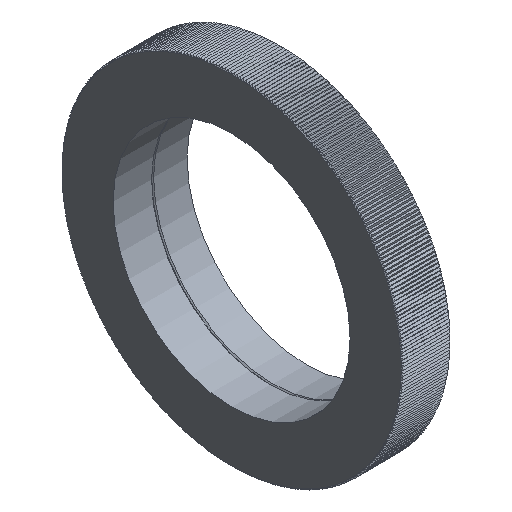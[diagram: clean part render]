
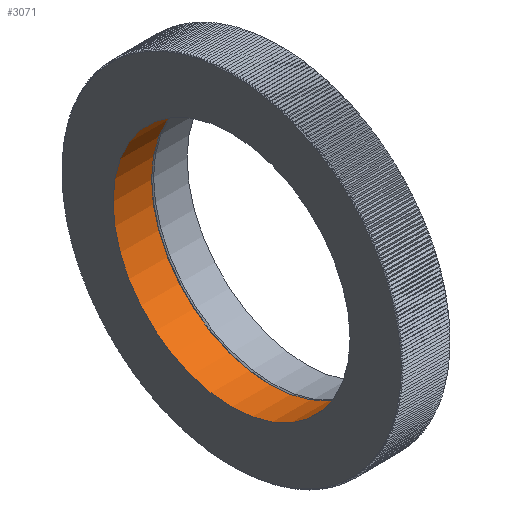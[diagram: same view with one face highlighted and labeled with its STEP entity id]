
A CAD part, isometric view. The second image highlights one B-rep face of the part: STEP entity #3071.
In plain terms, the highlighted cylindrical face has radius 20.625 mm (diameter 41.25 mm), a full revolution.
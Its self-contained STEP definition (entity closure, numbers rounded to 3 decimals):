
#837=FACE_BOUND('',#6725,.T.);
#838=FACE_BOUND('',#6726,.T.);
#866=CYLINDRICAL_SURFACE('',#21461,20.625);
#3071=ADVANCED_FACE('',(#837,#838),#866,.F.);
#6725=EDGE_LOOP('',(#11484));
#6726=EDGE_LOOP('',(#11485));
#11484=ORIENTED_EDGE('',*,*,#18477,.F.);
#11485=ORIENTED_EDGE('',*,*,#18476,.T.);
#16267=VERTEX_POINT('',#36190);
#16268=VERTEX_POINT('',#36193);
#18476=EDGE_CURVE('',#16267,#16267,#19966,.T.);
#18477=EDGE_CURVE('',#16268,#16268,#19967,.T.);
#19966=CIRCLE('',#21458,20.625);
#19967=CIRCLE('',#21460,20.625);
#21458=AXIS2_PLACEMENT_3D('',#36189,#25170,#25171);
#21460=AXIS2_PLACEMENT_3D('',#36192,#25174,#25175);
#21461=AXIS2_PLACEMENT_3D('',#36194,#25176,#25177);
#25170=DIRECTION('',(-1.,0.,0.));
#25171=DIRECTION('',(0.,-1.,0.));
#25174=DIRECTION('',(-1.,0.,0.));
#25175=DIRECTION('',(0.,-1.,0.));
#25176=DIRECTION('',(-1.,0.,0.));
#25177=DIRECTION('',(0.,-1.,0.));
#36189=CARTESIAN_POINT('',(0.,0.,0.));
#36190=CARTESIAN_POINT('',(0.,-20.625,0.));
#36192=CARTESIAN_POINT('',(6.7,0.,0.));
#36193=CARTESIAN_POINT('',(6.7,-20.625,0.));
#36194=CARTESIAN_POINT('',(13.,0.,0.));
